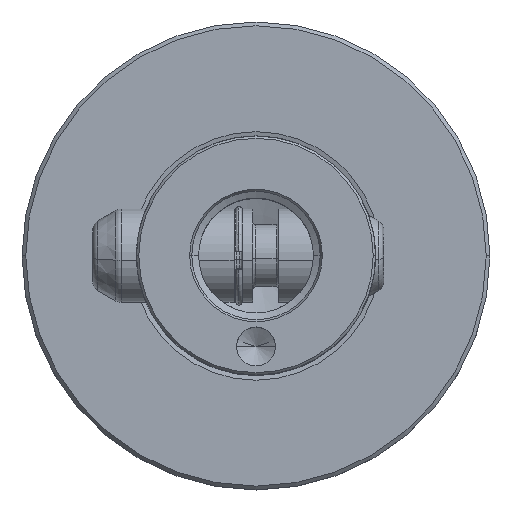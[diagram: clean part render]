
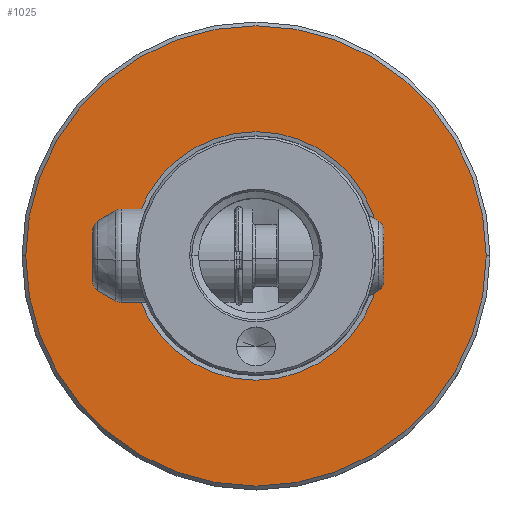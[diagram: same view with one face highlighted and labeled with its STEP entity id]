
A CAD part, top view. The second image highlights one B-rep face of the part: STEP entity #1025.
In plain terms, the highlighted planar face has unit normal (0, 0, 1).
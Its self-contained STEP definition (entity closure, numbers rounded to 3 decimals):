
#937=EDGE_CURVE('NONE',#1323,#1395,#2577,.T.);
#1025=ADVANCED_FACE('NONE',(#2673,#2674),#2675,.T.);
#1175=EDGE_CURVE('NONE',#1227,#1589,#2841,.T.);
#1227=VERTEX_POINT('NONE',#2902);
#1323=VERTEX_POINT('NONE',#3010);
#1343=EDGE_CURVE('NONE',#1589,#1227,#3034,.T.);
#1395=VERTEX_POINT('NONE',#3093);
#1589=VERTEX_POINT('NONE',#3311);
#2389=EDGE_CURVE('NONE',#1395,#1323,#4201,.T.);
#2577=CIRCLE('',#4423,23.899);
#2673=FACE_OUTER_BOUND('',#4559,.T.);
#2674=FACE_BOUND('',#4560,.T.);
#2675=PLANE('',#4561);
#2841=CIRCLE('',#4858,44.275);
#2902=CARTESIAN_POINT('',(44.275,0.,0.0));
#3010=CARTESIAN_POINT('',(23.899,0.0,0.0));
#3034=CIRCLE('',#5157,44.275);
#3093=CARTESIAN_POINT('',(-23.899,0.,0.0));
#3311=CARTESIAN_POINT('',(-44.275,0.0,0.0));
#4201=CIRCLE('',#7387,23.899);
#4423=AXIS2_PLACEMENT_3D('',#7603,#7604,#7605);
#4559=EDGE_LOOP('',(#7708,#7709));
#4560=EDGE_LOOP('',(#7710,#7711));
#4561=AXIS2_PLACEMENT_3D('',#7712,#7713,#7714);
#4858=AXIS2_PLACEMENT_3D('',#7918,#7919,#7920);
#5157=AXIS2_PLACEMENT_3D('',#8212,#8213,#8214);
#7387=AXIS2_PLACEMENT_3D('',#9620,#9621,#9622);
#7603=CARTESIAN_POINT('',(0.0,0.0,0.0));
#7604=DIRECTION('',(0.0,0.0,1.0));
#7605=DIRECTION('',(1.0,0.0,0.0));
#7708=ORIENTED_EDGE('',*,*,#1343,.T.);
#7709=ORIENTED_EDGE('',*,*,#1175,.T.);
#7710=ORIENTED_EDGE('',*,*,#937,.F.);
#7711=ORIENTED_EDGE('',*,*,#2389,.F.);
#7712=CARTESIAN_POINT('',(0.0,23.0,0.0));
#7713=DIRECTION('',(0.0,0.0,1.0));
#7714=DIRECTION('',(1.0,0.0,0.0));
#7918=CARTESIAN_POINT('',(0.0,0.0,0.0));
#7919=DIRECTION('',(0.0,0.0,1.0));
#7920=DIRECTION('',(1.0,0.0,0.0));
#8212=CARTESIAN_POINT('',(0.0,0.0,0.0));
#8213=DIRECTION('',(0.0,0.0,1.0));
#8214=DIRECTION('',(1.0,0.0,0.0));
#9620=CARTESIAN_POINT('',(0.0,0.0,0.0));
#9621=DIRECTION('',(0.0,0.0,1.0));
#9622=DIRECTION('',(1.0,0.0,0.0));
